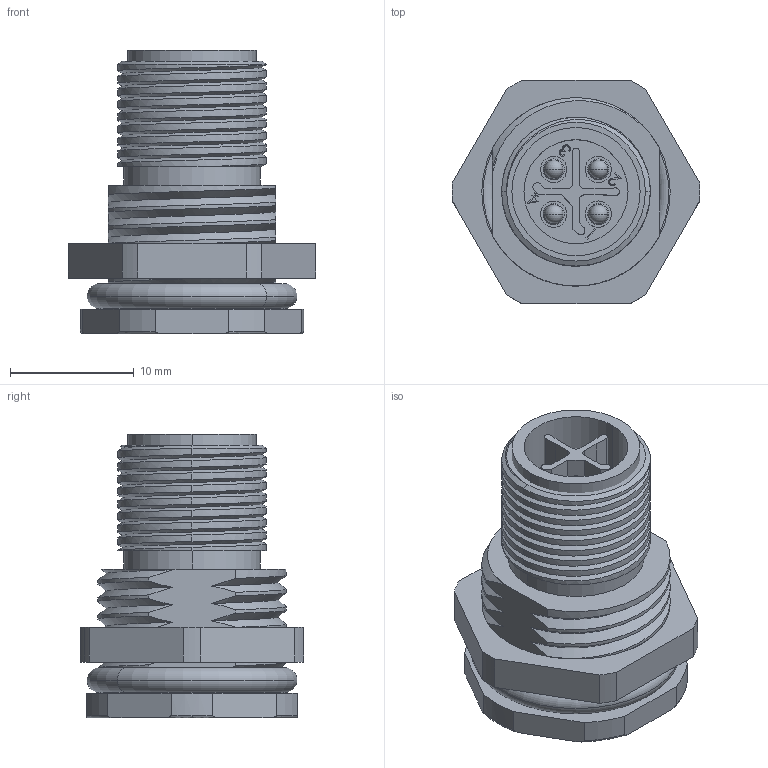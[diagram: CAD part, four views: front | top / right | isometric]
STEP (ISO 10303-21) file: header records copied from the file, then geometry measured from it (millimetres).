
FILE_DESCRIPTION(/* description */ (''),/* implementation_level */ '2;1');
FILE_NAME(/* name */ 'PS-FEZ41-.stp',/* time_stamp */ '2022-04-13T12:50:06+08:00',/* author */ (''),/* organization */ (''),/* preprocessor_version */ 'ST-DEVELOPER v16',/* originating_system */ 'SIEMENS PLM Software NX 10.0',/* authorisation */ '');
FILE_SCHEMA (('AP203_CONFIGURATION_CONTROLLED_3D_DESIGN_OF_MECHANICAL_PARTS_AND_ASSEMBLIES_MIM_LF { 1 0 10303 403 2 1 2}'));
Length unit declared in the file: millimetre
Products named in the file (1): DELL1B5C78B4964d
Bounding box: 19.99 x 18 x 22.9 mm (x, y, z)
Volume: 2460 mm3; surface area: 5233.9 mm2
Topology: 8 solids, 8 shells, 404 faces, 1037 edges, 652 vertices
Faces by surface type: cylinder 164, plane 128, bspline 44, cone 36, torus 19, sphere 8, extrusion 5
Full cylindrical faces by diameter (mm): 3 x4
Entity records: 19668 total; most frequent: CARTESIAN_POINT 10190, ORIENTED_EDGE 2050, DIRECTION 1842, EDGE_CURVE 1025, AXIS2_PLACEMENT_3D 678, VERTEX_POINT 656, VECTOR 486, LINE 481
